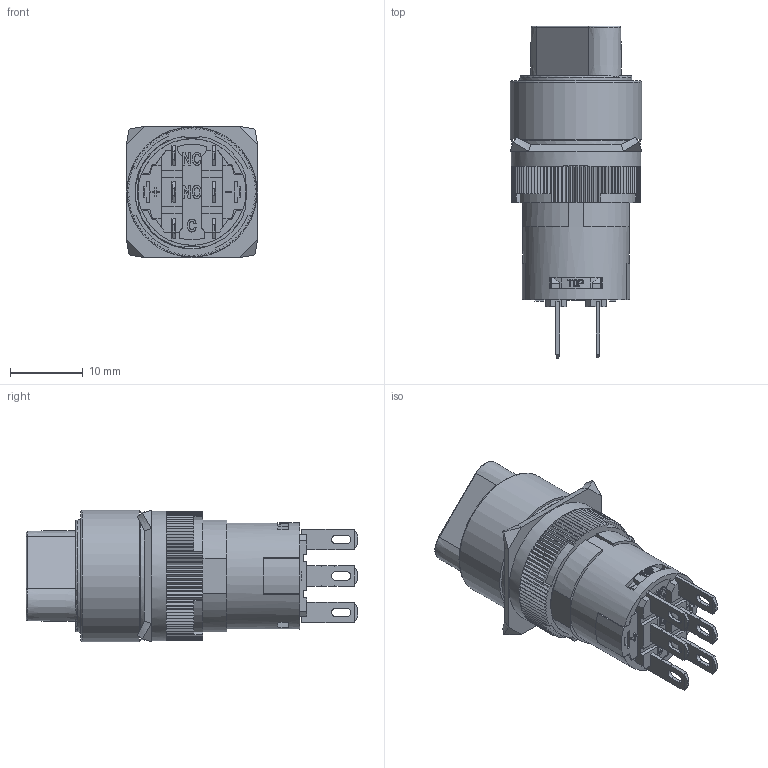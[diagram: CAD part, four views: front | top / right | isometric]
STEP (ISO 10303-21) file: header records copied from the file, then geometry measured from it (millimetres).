
FILE_DESCRIPTION( ( 'Unknown' ), '1' );
FILE_NAME( '零件1.stp', 'Unknown', ( 'Unknown' ), ( 'Unknown' ), 'XStep 1.0', 'Unknown', ' ' );
FILE_SCHEMA( ( 'automotive_design' ) );
Length unit declared in the file: millimetre
Products named in the file (1): 12
Bounding box: 18 x 45.5 x 18 mm (x, y, z)
Volume: 7114.1 mm3; surface area: 3823 mm2
Topology: 1 solids, 5 shells, 976 faces, 2876 edges, 1889 vertices
Faces by surface type: plane 713, cylinder 134, cone 52, extrusion 46, bspline 26, torus 5
Full cylindrical faces by diameter (mm): 2.3 x1, 14.6 x1, 15.4 x1, 15.8 x1, 16.5 x1, 16.8 x1, 17.6 x1, 17.8 x1, 18 x1
Entity records: 44525 total; most frequent: CARTESIAN_POINT 11042, ORIENTED_EDGE 5718, DIRECTION 4791, EDGE_CURVE 2859, VECTOR 2181, LINE 2135, VERTEX_POINT 1882, AXIS2_PLACEMENT_3D 1305
